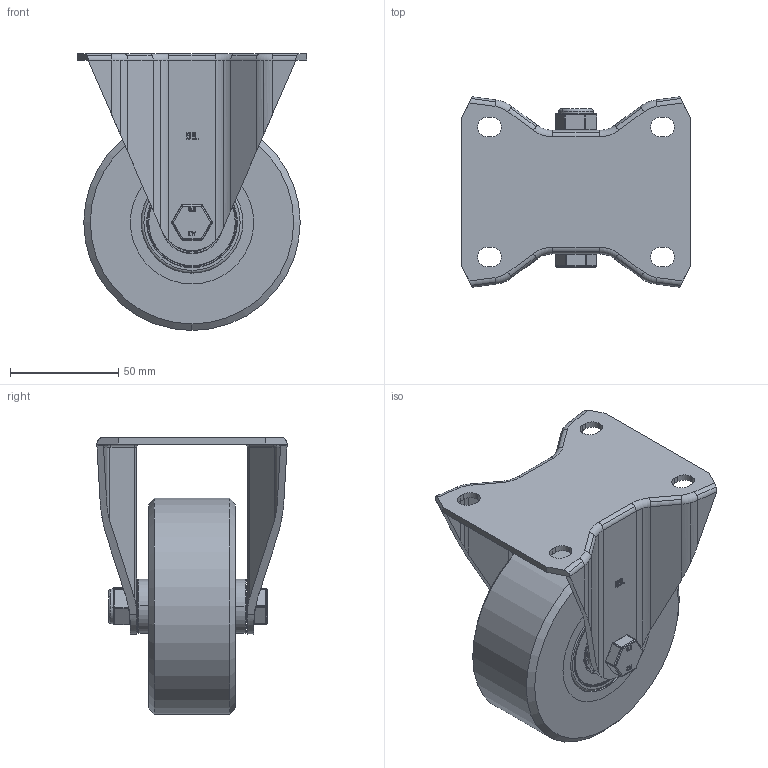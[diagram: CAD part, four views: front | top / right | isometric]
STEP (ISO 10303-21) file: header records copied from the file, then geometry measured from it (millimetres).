
FILE_DESCRIPTION(('STEP AP214'),'1');
FILE_NAME('BZHF100PTBJ.STEP','2022-09-09T14:38:32',(' '),(' '),'Spatial InterOp 3D',' ',' ');
FILE_SCHEMA(('AUTOMOTIVE_DESIGN { 1 0 10303 214 1 1 1 1 }'));
Length unit declared in the file: metre
Products named in the file (24): BZHF100AS; ZINC PLATED, PRESSED STEEL BRACKET; BZHF100PTBJ; BZPH100WPTBJM20; POLYURETHANE TYRE; CAST IRON RIM; CAST IRON RIM Geometry; SPACER; BALL BEARINGS; Component3; BEARING6204; STEEL; RUBBER; TH20X5X10; ZINC PLATED, HEADED SPACER; HEXBOLTM10X65Z8.8FULL; GRADE 8.8 FULLY THREADED ZINC PLATED BOLT; NYLOC NUT; RUBBER2; NUT; NYLOCM10Z
Assembly tree (41 placements, depth 5):
  BZHF100PTBJ
    BZHF100AS
      ZINC PLATED, PRESSED STEEL BRACKET
    BZPH100WPTBJM20
      POLYURETHANE TYRE
      CAST IRON RIM
        CAST IRON RIM Geometry
        SPACER
      BEARING6204
        BALL BEARINGS
          Component3  x8
        STEEL
        RUBBER
      BEARING6204
        BALL BEARINGS
          Component3  x8
        STEEL
        RUBBER
    TH20X5X10
      ZINC PLATED, HEADED SPACER
    TH20X5X10
      ZINC PLATED, HEADED SPACER
    HEXBOLTM10X65Z8.8FULL
      GRADE 8.8 FULLY THREADED ZINC PLATED BOLT
    NYLOCM10Z
      NYLOC NUT
        RUBBER2
        NUT
Bounding box: 106 x 88 x 128 mm (x, y, z)
Volume: 355894.3 mm3; surface area: 131032.5 mm2
Topology: 35 solids, 35 shells, 1594 faces, 4363 edges, 2832 vertices
Faces by surface type: plane 598, cylinder 502, extrusion 382, sphere 68, torus 36, cone 6, bspline 2
Entity records: 48930 total; most frequent: CARTESIAN_POINT 22237, ORIENTED_EDGE 5690, DIRECTION 4900, EDGE_CURVE 2845, VERTEX_POINT 1856, AXIS2_PLACEMENT_3D 1663, VECTOR 1574, LINE 1358
